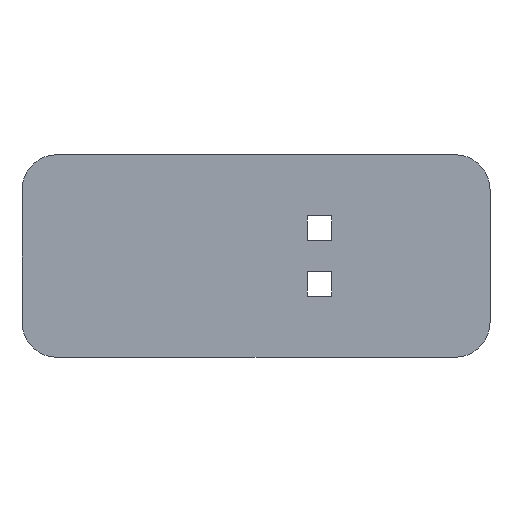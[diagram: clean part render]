
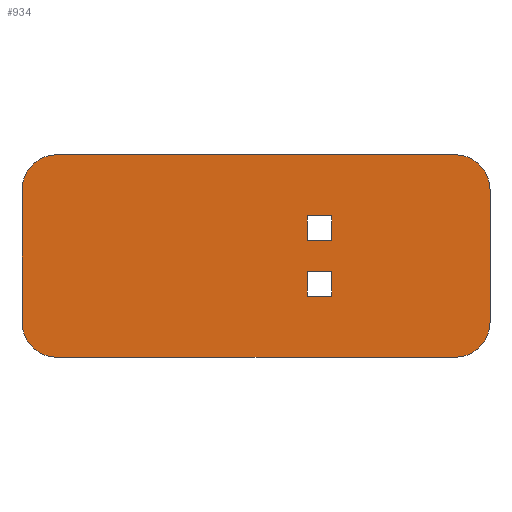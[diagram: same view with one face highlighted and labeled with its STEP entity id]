
A CAD part, front view. The second image highlights one B-rep face of the part: STEP entity #934.
In plain terms, the highlighted planar face has unit normal (0, -1, 0).
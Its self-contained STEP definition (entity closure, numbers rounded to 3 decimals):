
#22=FACE_BOUND('',#191,.T.);
#23=FACE_BOUND('',#192,.T.);
#82=CIRCLE('',#1037,5.);
#83=CIRCLE('',#1040,5.);
#84=CIRCLE('',#1043,5.);
#85=CIRCLE('',#1046,5.);
#134=FACE_OUTER_BOUND('',#190,.T.);
#190=EDGE_LOOP('',(#841,#842,#843,#844,#845,#846,#847,#848));
#191=EDGE_LOOP('',(#849,#850,#851,#852));
#192=EDGE_LOOP('',(#853,#854,#855,#856));
#195=LINE('',#1331,#285);
#198=LINE('',#1337,#288);
#201=LINE('',#1343,#291);
#204=LINE('',#1347,#294);
#207=LINE('',#1355,#297);
#210=LINE('',#1361,#300);
#213=LINE('',#1367,#303);
#216=LINE('',#1371,#306);
#271=LINE('',#1562,#361);
#275=LINE('',#1571,#365);
#278=LINE('',#1579,#368);
#281=LINE('',#1587,#371);
#285=VECTOR('',#1055,10.);
#288=VECTOR('',#1060,10.);
#291=VECTOR('',#1065,10.);
#294=VECTOR('',#1070,10.);
#297=VECTOR('',#1075,10.);
#300=VECTOR('',#1080,10.);
#303=VECTOR('',#1085,10.);
#306=VECTOR('',#1090,10.);
#361=VECTOR('',#1285,10.);
#365=VECTOR('',#1295,10.);
#368=VECTOR('',#1304,10.);
#371=VECTOR('',#1313,10.);
#375=VERTEX_POINT('',#1328);
#376=VERTEX_POINT('',#1330);
#378=VERTEX_POINT('',#1336);
#380=VERTEX_POINT('',#1342);
#383=VERTEX_POINT('',#1352);
#384=VERTEX_POINT('',#1354);
#386=VERTEX_POINT('',#1360);
#388=VERTEX_POINT('',#1366);
#453=VERTEX_POINT('',#1559);
#454=VERTEX_POINT('',#1561);
#455=VERTEX_POINT('',#1566);
#456=VERTEX_POINT('',#1570);
#457=VERTEX_POINT('',#1574);
#458=VERTEX_POINT('',#1578);
#459=VERTEX_POINT('',#1582);
#460=VERTEX_POINT('',#1586);
#463=EDGE_CURVE('',#376,#375,#195,.T.);
#466=EDGE_CURVE('',#378,#376,#198,.T.);
#469=EDGE_CURVE('',#380,#378,#201,.T.);
#472=EDGE_CURVE('',#375,#380,#204,.T.);
#475=EDGE_CURVE('',#384,#383,#207,.T.);
#478=EDGE_CURVE('',#386,#384,#210,.T.);
#481=EDGE_CURVE('',#388,#386,#213,.T.);
#484=EDGE_CURVE('',#383,#388,#216,.T.);
#577=EDGE_CURVE('',#454,#453,#271,.T.);
#580=EDGE_CURVE('',#455,#454,#82,.T.);
#582=EDGE_CURVE('',#456,#455,#275,.T.);
#584=EDGE_CURVE('',#457,#456,#83,.T.);
#586=EDGE_CURVE('',#458,#457,#278,.T.);
#588=EDGE_CURVE('',#459,#458,#84,.T.);
#590=EDGE_CURVE('',#460,#459,#281,.T.);
#592=EDGE_CURVE('',#453,#460,#85,.T.);
#841=ORIENTED_EDGE('',*,*,#592,.T.);
#842=ORIENTED_EDGE('',*,*,#590,.T.);
#843=ORIENTED_EDGE('',*,*,#588,.T.);
#844=ORIENTED_EDGE('',*,*,#586,.T.);
#845=ORIENTED_EDGE('',*,*,#584,.T.);
#846=ORIENTED_EDGE('',*,*,#582,.T.);
#847=ORIENTED_EDGE('',*,*,#580,.T.);
#848=ORIENTED_EDGE('',*,*,#577,.T.);
#849=ORIENTED_EDGE('',*,*,#469,.T.);
#850=ORIENTED_EDGE('',*,*,#466,.T.);
#851=ORIENTED_EDGE('',*,*,#463,.T.);
#852=ORIENTED_EDGE('',*,*,#472,.T.);
#853=ORIENTED_EDGE('',*,*,#481,.T.);
#854=ORIENTED_EDGE('',*,*,#478,.T.);
#855=ORIENTED_EDGE('',*,*,#475,.T.);
#856=ORIENTED_EDGE('',*,*,#484,.T.);
#885=PLANE('',#1048);
#934=ADVANCED_FACE('',(#134,#22,#23),#885,.F.);
#1037=AXIS2_PLACEMENT_3D('',#1567,#1290,#1291);
#1040=AXIS2_PLACEMENT_3D('',#1575,#1299,#1300);
#1043=AXIS2_PLACEMENT_3D('',#1583,#1308,#1309);
#1046=AXIS2_PLACEMENT_3D('',#1590,#1317,#1318);
#1048=AXIS2_PLACEMENT_3D('',#1592,#1321,#1322);
#1055=DIRECTION('',(0.,0.,-1.));
#1060=DIRECTION('',(1.,0.,0.));
#1065=DIRECTION('',(0.,0.,1.));
#1070=DIRECTION('',(-1.,0.,0.));
#1075=DIRECTION('',(0.,0.,-1.));
#1080=DIRECTION('',(1.,0.,0.));
#1085=DIRECTION('',(0.,0.,1.));
#1090=DIRECTION('',(-1.,0.,0.));
#1285=DIRECTION('',(0.,0.,1.));
#1290=DIRECTION('center_axis',(0.,-1.,0.));
#1291=DIRECTION('ref_axis',(1.,0.,0.));
#1295=DIRECTION('',(1.,0.,0.));
#1299=DIRECTION('center_axis',(0.,-1.,0.));
#1300=DIRECTION('ref_axis',(0.,0.,-1.));
#1304=DIRECTION('',(0.,0.,-1.));
#1308=DIRECTION('center_axis',(0.,-1.,0.));
#1309=DIRECTION('ref_axis',(-1.,0.,0.));
#1313=DIRECTION('',(-1.,0.,0.));
#1317=DIRECTION('center_axis',(0.,-1.,0.));
#1318=DIRECTION('ref_axis',(0.,0.,1.));
#1321=DIRECTION('center_axis',(0.,1.,0.));
#1322=DIRECTION('ref_axis',(0.,0.,1.));
#1328=CARTESIAN_POINT('',(10.875,-2.,-5.75));
#1330=CARTESIAN_POINT('',(10.875,-2.,-2.25));
#1331=CARTESIAN_POINT('',(10.875,-2.,-1.125));
#1336=CARTESIAN_POINT('',(7.375,-2.,-2.25));
#1337=CARTESIAN_POINT('',(3.688,-2.,-2.25));
#1342=CARTESIAN_POINT('',(7.375,-2.,-5.75));
#1343=CARTESIAN_POINT('',(7.375,-2.,-2.875));
#1347=CARTESIAN_POINT('',(5.438,-2.,-5.75));
#1352=CARTESIAN_POINT('',(10.875,-2.,2.25));
#1354=CARTESIAN_POINT('',(10.875,-2.,5.75));
#1355=CARTESIAN_POINT('',(10.875,-2.,2.875));
#1360=CARTESIAN_POINT('',(7.375,-2.,5.75));
#1361=CARTESIAN_POINT('',(3.688,-2.,5.75));
#1366=CARTESIAN_POINT('',(7.375,-2.,2.25));
#1367=CARTESIAN_POINT('',(7.375,-2.,1.125));
#1371=CARTESIAN_POINT('',(5.438,-2.,2.25));
#1559=CARTESIAN_POINT('',(33.575,-2.,9.525));
#1561=CARTESIAN_POINT('',(33.575,-2.,-9.525));
#1562=CARTESIAN_POINT('',(33.575,-2.,9.525));
#1566=CARTESIAN_POINT('',(28.575,-2.,-14.525));
#1567=CARTESIAN_POINT('Origin',(28.575,-2.,-9.525));
#1570=CARTESIAN_POINT('',(-28.575,-2.,-14.525));
#1571=CARTESIAN_POINT('',(28.575,-2.,-14.525));
#1574=CARTESIAN_POINT('',(-33.575,-2.,-9.525));
#1575=CARTESIAN_POINT('Origin',(-28.575,-2.,-9.525));
#1578=CARTESIAN_POINT('',(-33.575,-2.,9.525));
#1579=CARTESIAN_POINT('',(-33.575,-2.,-9.525));
#1582=CARTESIAN_POINT('',(-28.575,-2.,14.525));
#1583=CARTESIAN_POINT('Origin',(-28.575,-2.,9.525));
#1586=CARTESIAN_POINT('',(28.575,-2.,14.525));
#1587=CARTESIAN_POINT('',(-28.575,-2.,14.525));
#1590=CARTESIAN_POINT('Origin',(28.575,-2.,9.525));
#1592=CARTESIAN_POINT('Origin',(0.,-2.,0.));
